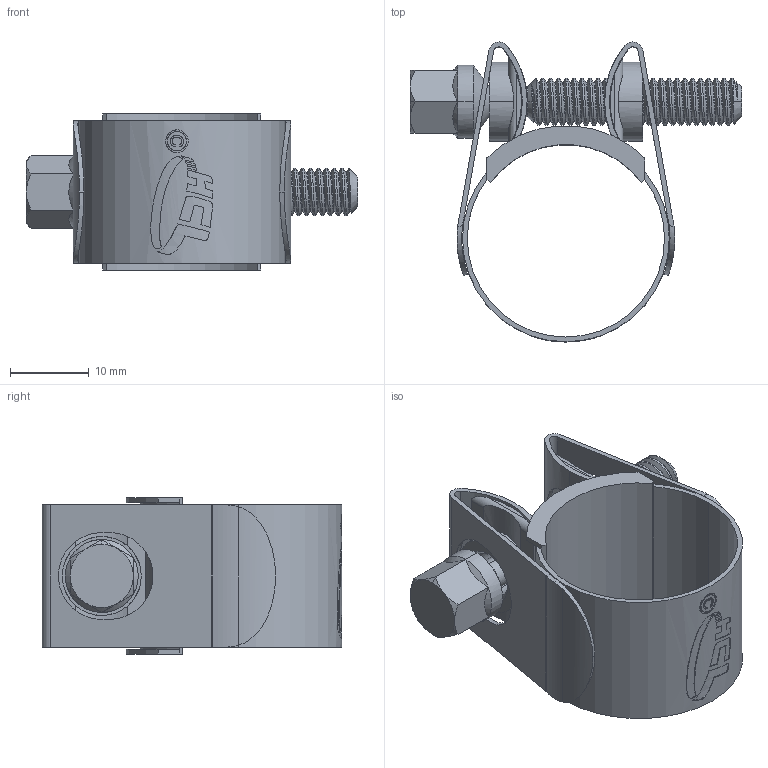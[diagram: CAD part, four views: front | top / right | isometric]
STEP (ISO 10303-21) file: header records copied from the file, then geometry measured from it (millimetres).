
FILE_DESCRIPTION (( 'STEP AP214' ), '1' );
FILE_NAME ('BBC-23-SUPRA-W4.step', '2025-06-05T14:56:25', ( '' ), ( '' ), 'SwSTEP 2.0', 'SolidWorks 2025', '' );
FILE_SCHEMA (( 'AUTOMOTIVE_DESIGN' ));
Length unit declared in the file: millimetre
Products named in the file (1): BBC-23-SUPRA-W4
Bounding box: 42 x 38 x 19.8 mm (x, y, z)
Volume: 3483.2 mm3; surface area: 8261.4 mm2
Topology: 5 solids, 5 shells, 288 faces, 772 edges, 501 vertices
Faces by surface type: cylinder 164, bspline 58, plane 44, cone 22
Entity records: 34291 total; most frequent: CARTESIAN_POINT 27966, ORIENTED_EDGE 1544, DIRECTION 961, EDGE_CURVE 772, VERTEX_POINT 501, AXIS2_PLACEMENT_3D 337, EDGE_LOOP 307, FACE_OUTER_BOUND 288
